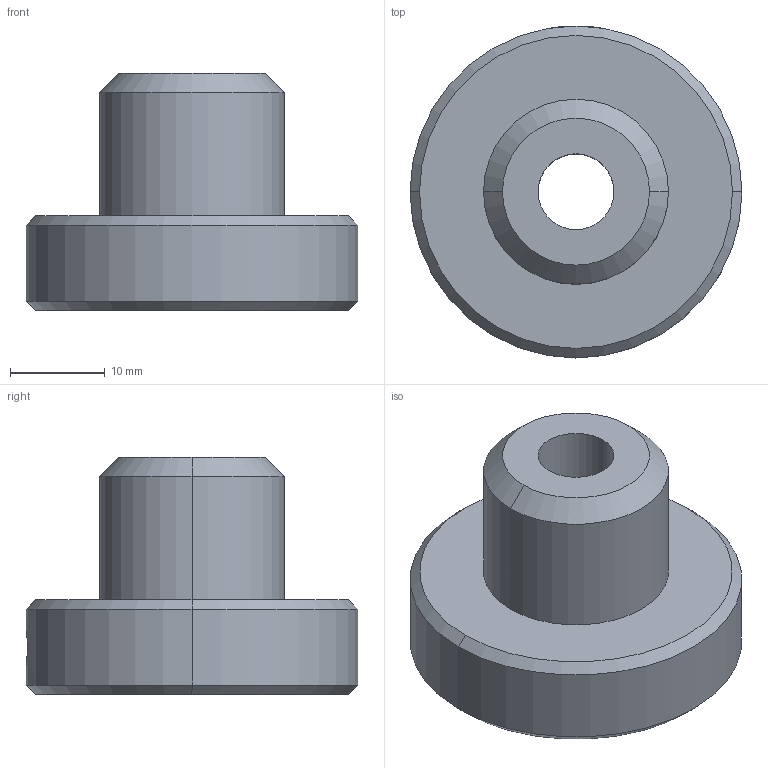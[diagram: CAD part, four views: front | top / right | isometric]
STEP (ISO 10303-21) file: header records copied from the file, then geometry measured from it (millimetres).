
FILE_DESCRIPTION (( 'STEP AP214' ), '1' );
FILE_NAME ('Wheel hub謫赽蟀諉ん.step', '2016-10-28T04:17:08', ( 'dell' ), ( '' ), 'SwSTEP 2.0', 'SolidWorks 2013', '' );
FILE_SCHEMA (( 'AUTOMOTIVE_DESIGN' ));
Length unit declared in the file: millimetre
Products named in the file (1): Wheel hub謫赽蟀諉ん
Bounding box: 35 x 35 x 25 mm (x, y, z)
Volume: 12277.6 mm3; surface area: 4570.5 mm2
Topology: 1 solids, 1 shells, 29 faces, 66 edges, 38 vertices
Faces by surface type: cone 14, cylinder 12, plane 3
Entity records: 956 total; most frequent: CARTESIAN_POINT 230, DIRECTION 144, ORIENTED_EDGE 124, EDGE_CURVE 62, AXIS2_PLACEMENT_3D 60, VERTEX_POINT 38, EDGE_LOOP 36, CIRCLE 30
